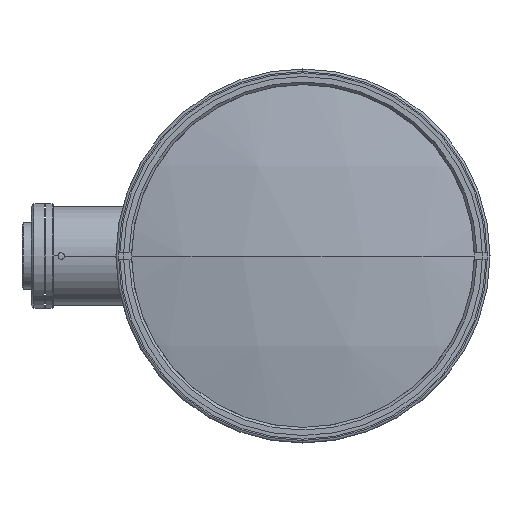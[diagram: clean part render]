
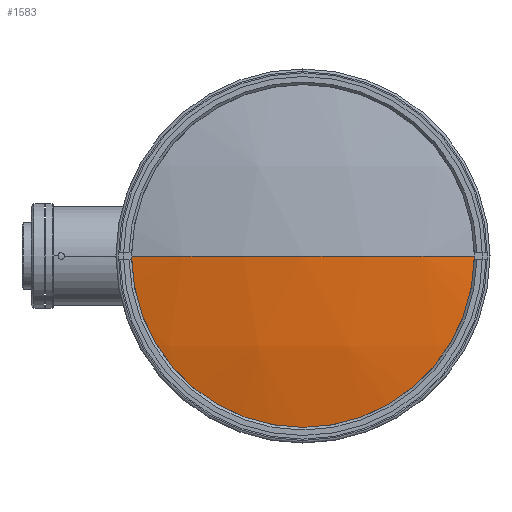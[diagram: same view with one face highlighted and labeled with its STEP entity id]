
A CAD part, left-side view. The second image highlights one B-rep face of the part: STEP entity #1583.
In plain terms, the highlighted spherical face has radius 300.64 mm.
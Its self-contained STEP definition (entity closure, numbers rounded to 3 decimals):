
#272 = CARTESIAN_POINT ( 'NONE',  ( -278.91, 0.64, 0. ) ) ;
#274 = CARTESIAN_POINT ( 'NONE',  ( -271.002, 69.14, 0. ) ) ;
#392 = DIRECTION ( 'NONE',  ( 0., 0., -1. ) ) ;
#394 = DIRECTION ( 'NONE',  ( 0., 1., 0. ) ) ;
#395 = CARTESIAN_POINT ( 'NONE',  ( 21.73, 0.64, 0. ) ) ;
#436 = CARTESIAN_POINT ( 'NONE',  ( 21.73, 0.64, 0. ) ) ;
#437 = DIRECTION ( 'NONE',  ( 0., 0., 1. ) ) ;
#438 = DIRECTION ( 'NONE',  ( 1., 0., 0. ) ) ;
#445 = DIRECTION ( 'NONE',  ( 0., 0., 1. ) ) ;
#448 = CARTESIAN_POINT ( 'NONE',  ( -271.002, 0.64, 0. ) ) ;
#449 = DIRECTION ( 'NONE',  ( -1., 0., 0. ) ) ;
#1012 = DIRECTION ( 'NONE',  ( 0., 1., 0. ) ) ;
#1015 = DIRECTION ( 'NONE',  ( 0., 0., -1. ) ) ;
#1016 = CARTESIAN_POINT ( 'NONE',  ( 21.73, 0.64, 0. ) ) ;
#1484 = EDGE_CURVE ( 'NONE', #5439, #5879, #2949, .T. ) ;
#1486 = EDGE_CURVE ( 'NONE', #5880, #5879, #2958, .T. ) ;
#1494 = EDGE_CURVE ( 'NONE', #5880, #5439, #3273, .T. ) ;
#1583 = ADVANCED_FACE ( 'NONE', ( #1921 ), #1928, .T. ) ;
#1921 = FACE_OUTER_BOUND ( 'NONE', #5310, .T. ) ;
#1928 = SPHERICAL_SURFACE ( 'NONE', #3695, 300.64 ) ;
#2273 = CARTESIAN_POINT ( 'NONE',  ( -271.002, -67.86, 0. ) ) ;
#2949 = CIRCLE ( 'NONE', #3261, 300.64 ) ;
#2958 = CIRCLE ( 'NONE', #2964, 300.64 ) ;
#2964 = AXIS2_PLACEMENT_3D ( 'NONE', #436, #437, #438 ) ;
#3034 = ORIENTED_EDGE ( 'NONE', *, *, #1484, .T. ) ;
#3076 = ORIENTED_EDGE ( 'NONE', *, *, #1486, .F. ) ;
#3080 = ORIENTED_EDGE ( 'NONE', *, *, #1494, .T. ) ;
#3261 = AXIS2_PLACEMENT_3D ( 'NONE', #395, #392, #394 ) ;
#3271 = AXIS2_PLACEMENT_3D ( 'NONE', #448, #449, #445 ) ;
#3273 = CIRCLE ( 'NONE', #3271, 68.5 ) ;
#3695 = AXIS2_PLACEMENT_3D ( 'NONE', #1016, #1015, #1012 ) ;
#5310 = EDGE_LOOP ( 'NONE', ( #3080, #3034, #3076 ) ) ;
#5439 = VERTEX_POINT ( 'NONE', #2273 ) ;
#5879 = VERTEX_POINT ( 'NONE', #272 ) ;
#5880 = VERTEX_POINT ( 'NONE', #274 ) ;
